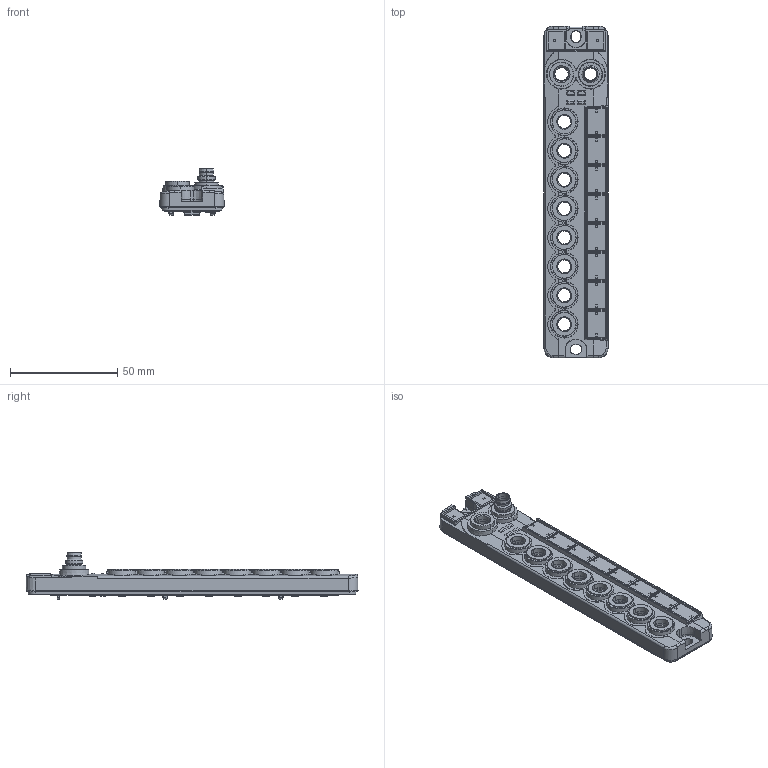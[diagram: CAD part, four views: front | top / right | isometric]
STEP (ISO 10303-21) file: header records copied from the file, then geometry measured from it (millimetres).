
FILE_DESCRIPTION(('CATIA V5 STEP Exchange','CAx-IF Rec.Pracs.--- Model Styling and Organization---1.4--- 2014-01-23'),'2;1');
FILE_NAME ('009779-2_0_1246830000_1246830000.stp','2021-05-06T09:03:30+00:00',('none'),('Weidmueller'),'CATIA Version 5-6 Release 2016 SP3 HF44','CATIA V5 STEP AP214','none');
FILE_SCHEMA(('AUTOMOTIVE_DESIGN { 1 0 10303 214 1 1 1 1 }'));
Products named in the file (1): 1246830000
Bounding box: 30 x 155 x 21.85 mm (x, y, z)
Volume: 38426.9 mm3; surface area: 27864.3 mm2
Topology: 11 solids, 43 shells, 3330 faces, 10031 edges, 6540 vertices
Faces by surface type: plane 1937, cone 707, cylinder 504, bspline 182
Entity records: 131210 total; most frequent: CARTESIAN_POINT 47001, ORIENTED_EDGE 20056, DIRECTION 13206, EDGE_CURVE 10028, VERTEX_POINT 6540, AXIS2_PLACEMENT_3D 5658, VECTOR 4436, LINE 4436
